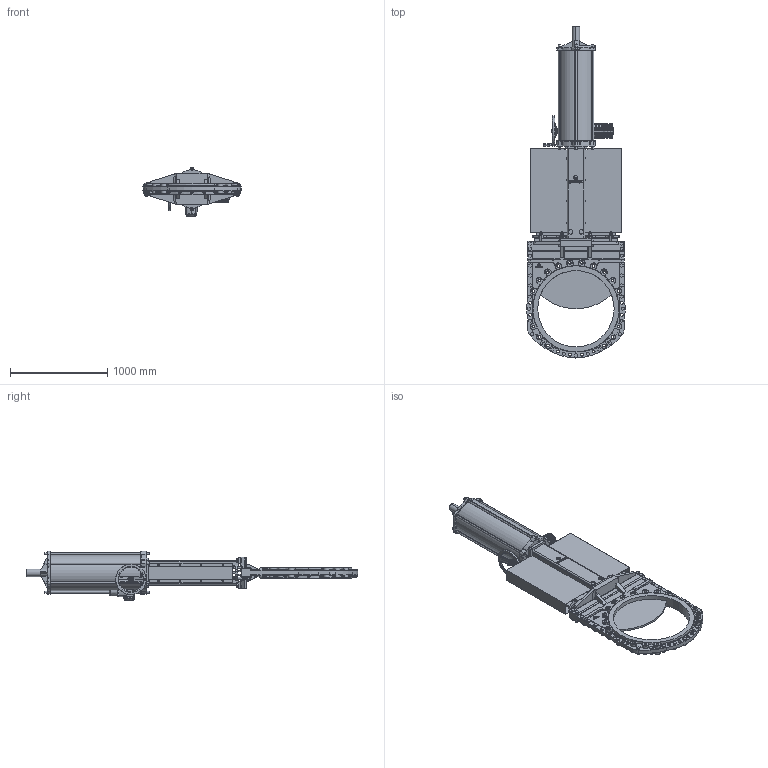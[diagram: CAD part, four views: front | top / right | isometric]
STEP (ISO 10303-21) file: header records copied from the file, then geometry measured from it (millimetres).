
FILE_DESCRIPTION (( 'STEP AP214' ), '1' );
FILE_NAME ('EB DN800_CAST IRON_ELECTRIC ACTUATOR.STEP', '2012-04-25T06:43:01', ( 'Usuario' ), ( '' ), 'SwSTEP 2.0', 'SolidWorks 2011', '' );
FILE_SCHEMA (( 'AUTOMOTIVE_DESIGN' ));
Length unit declared in the file: millimetre
Products named in the file (1): EB DN800_CAST IRON_ELECTRIC ACTUATOR
Bounding box: 1010.77 x 3413 x 507.28 mm (x, y, z)
Surface area: 10743540.1 mm2 (no closed solid volume)
Topology: 0 solids, 258 shells, 2541 faces, 9820 edges, 7072 vertices
Faces by surface type: plane 969, cylinder 778, bspline 347, cone 209, torus 209, sphere 29
Entity records: 214569 total; most frequent: CARTESIAN_POINT 109951, DIRECTION 15447, ORIENTED_EDGE 14310, EDGE_CURVE 9800, VERTEX_POINT 7072, AXIS2_PLACEMENT_3D 5817, VECTOR 3813, LINE 3813
